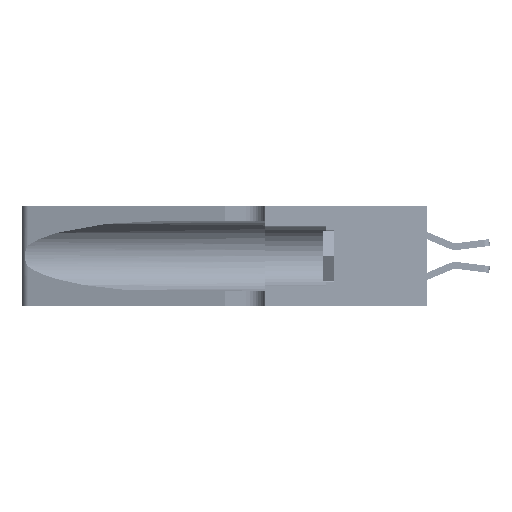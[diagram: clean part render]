
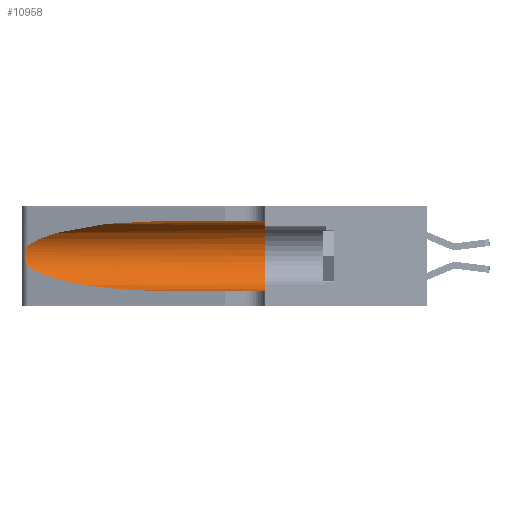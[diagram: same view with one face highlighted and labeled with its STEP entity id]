
A CAD part, left-side view. The second image highlights one B-rep face of the part: STEP entity #10958.
In plain terms, the highlighted cylindrical face has radius 3.308 mm (diameter 6.617 mm), a partial arc.
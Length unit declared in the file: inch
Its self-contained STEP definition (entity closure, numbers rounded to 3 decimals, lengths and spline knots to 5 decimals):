
#497 = VERTEX_POINT ( 'NONE', #31245 ) ;
#643 = CARTESIAN_POINT ( 'NONE',  ( 0.1305, 1.61858, 0.05475 ) ) ;
#706 = DIRECTION ( 'NONE',  ( 0., 0., -1. ) ) ;
#727 = FACE_OUTER_BOUND ( 'NONE', #12668, .T. ) ;
#1010 = AXIS2_PLACEMENT_3D ( 'NONE', #11848, #34882, #15233 ) ;
#1129 = ORIENTED_EDGE ( 'NONE', *, *, #3395, .T. ) ;
#1170 = B_SPLINE_CURVE_WITH_KNOTS ( 'NONE', 3,
 ( #12733, #32468, #39024, #19466, #42275, #22775, #2876, #26050, #6235, #29328, #9549, #32611, #12879, #35880 ),
 .UNSPECIFIED., .F., .F.,
 ( 4, 2, 2, 2, 2, 2, 4 ),
 ( 0., 0.00027, 0.00053, 0.00107, 0.0016, 0.00187, 0.00214 ),
 .UNSPECIFIED. ) ;
#1420 = EDGE_CURVE ( 'NONE', #497, #23763, #1170, .T. ) ;
#2497 = ORIENTED_EDGE ( 'NONE', *, *, #5953, .T. ) ;
#2876 = CARTESIAN_POINT ( 'NONE',  ( 0.26075, 1.23896, 0.19203 ) ) ;
#3395 = EDGE_CURVE ( 'NONE', #12416, #497, #36313, .T. ) ;
#4464 = CARTESIAN_POINT ( 'NONE',  ( 0.1305, 0.72297, 0.31525 ) ) ;
#4580 = CARTESIAN_POINT ( 'NONE',  ( 0.1305, 0.35, 0.31525 ) ) ;
#5188 = VERTEX_POINT ( 'NONE', #39153 ) ;
#5687 = CARTESIAN_POINT ( 'NONE',  ( 0.25487, 1.22718, 0.14631 ) ) ;
#5710 =( BOUNDED_CURVE ( )  B_SPLINE_CURVE ( 3, ( #5687, #25499, #32060, #12330 ),
 .UNSPECIFIED., .F., .T. ) 
 B_SPLINE_CURVE_WITH_KNOTS ( ( 4, 4 ),
 ( 3.44316, 4.71239 ),
 .UNSPECIFIED. ) 
 CURVE ( )  GEOMETRIC_REPRESENTATION_ITEM ( )  RATIONAL_B_SPLINE_CURVE ( ( 1., 0.87, 0.87, 1. ) ) 
 REPRESENTATION_ITEM ( '' )  );
#5953 = EDGE_CURVE ( 'NONE', #18495, #5188, #10185, .T. ) ;
#6235 = CARTESIAN_POINT ( 'NONE',  ( 0.26017, 1.23833, 0.17102 ) ) ;
#7694 = EDGE_CURVE ( 'NONE', #23763, #18495, #5710, .T. ) ;
#7795 = CARTESIAN_POINT ( 'NONE',  ( 0.2373, 1.15595, 0.28018 ) ) ;
#8398 = ORIENTED_EDGE ( 'NONE', *, *, #21249, .F. ) ;
#8527 = CYLINDRICAL_SURFACE ( 'NONE', #28597, 0.13025 ) ;
#9549 = CARTESIAN_POINT ( 'NONE',  ( 0.25789, 1.23486, 0.15765 ) ) ;
#10185 = LINE ( 'NONE', #643, #19063 ) ;
#10867 = CARTESIAN_POINT ( 'NONE',  ( 0.1305, 0.72297, 0.31525 ) ) ;
#10958 = ADVANCED_FACE ( 'NONE', ( #727 ), #8527, .F. ) ;
#11848 = CARTESIAN_POINT ( 'NONE',  ( 0.1305, 0.35, 0.185 ) ) ;
#12330 = CARTESIAN_POINT ( 'NONE',  ( 0.1305, 0.72297, 0.05475 ) ) ;
#12416 = VERTEX_POINT ( 'NONE', #10867 ) ;
#12668 = EDGE_LOOP ( 'NONE', ( #1129, #19635, #17968, #2497, #30077, #8398 ) ) ;
#12733 = CARTESIAN_POINT ( 'NONE',  ( 0.25487, 1.22718, 0.22369 ) ) ;
#12879 = CARTESIAN_POINT ( 'NONE',  ( 0.25555, 1.22993, 0.14849 ) ) ;
#15233 = DIRECTION ( 'NONE',  ( 0., 0., 1. ) ) ;
#16208 = CARTESIAN_POINT ( 'NONE',  ( 0.1305, 1.61858, 0.31525 ) ) ;
#17968 = ORIENTED_EDGE ( 'NONE', *, *, #7694, .T. ) ;
#18323 = VECTOR ( 'NONE', #39104, 39.37008 ) ;
#18495 = VERTEX_POINT ( 'NONE', #21864 ) ;
#18513 = CARTESIAN_POINT ( 'NONE',  ( 0.25487, 1.22718, 0.14631 ) ) ;
#19063 = VECTOR ( 'NONE', #23857, 39.37008 ) ;
#19466 = CARTESIAN_POINT ( 'NONE',  ( 0.25787, 1.23484, 0.2124 ) ) ;
#19635 = ORIENTED_EDGE ( 'NONE', *, *, #1420, .T. ) ;
#21249 = EDGE_CURVE ( 'NONE', #12416, #35730, #26028, .T. ) ;
#21864 = CARTESIAN_POINT ( 'NONE',  ( 0.1305, 0.72297, 0.05475 ) ) ;
#22775 = CARTESIAN_POINT ( 'NONE',  ( 0.26018, 1.23835, 0.19895 ) ) ;
#23763 = VERTEX_POINT ( 'NONE', #18513 ) ;
#23857 = DIRECTION ( 'NONE',  ( 0., -1., 0. ) ) ;
#23922 = CARTESIAN_POINT ( 'NONE',  ( 0.1305, 1.61858, 0.185 ) ) ;
#25499 = CARTESIAN_POINT ( 'NONE',  ( 0.2373, 1.15595, 0.08982 ) ) ;
#26028 = LINE ( 'NONE', #16208, #18323 ) ;
#26050 = CARTESIAN_POINT ( 'NONE',  ( 0.26075, 1.23896, 0.178 ) ) ;
#27592 = CARTESIAN_POINT ( 'NONE',  ( 0.18966, 0.96281, 0.31525 ) ) ;
#28597 = AXIS2_PLACEMENT_3D ( 'NONE', #23922, #33733, #706 ) ;
#29328 = CARTESIAN_POINT ( 'NONE',  ( 0.25856, 1.23593, 0.16098 ) ) ;
#30077 = ORIENTED_EDGE ( 'NONE', *, *, #37072, .F. ) ;
#30868 = CARTESIAN_POINT ( 'NONE',  ( 0.25487, 1.22718, 0.22369 ) ) ;
#31245 = CARTESIAN_POINT ( 'NONE',  ( 0.25487, 1.22718, 0.22369 ) ) ;
#32060 = CARTESIAN_POINT ( 'NONE',  ( 0.18966, 0.96281, 0.05475 ) ) ;
#32468 = CARTESIAN_POINT ( 'NONE',  ( 0.25555, 1.22994, 0.2215 ) ) ;
#32611 = CARTESIAN_POINT ( 'NONE',  ( 0.25639, 1.23186, 0.15144 ) ) ;
#33733 = DIRECTION ( 'NONE',  ( 0., -1., 0. ) ) ;
#34882 = DIRECTION ( 'NONE',  ( 0., 1., 0. ) ) ;
#35623 = CIRCLE ( 'NONE', #1010, 0.13025 ) ;
#35730 = VERTEX_POINT ( 'NONE', #4580 ) ;
#35880 = CARTESIAN_POINT ( 'NONE',  ( 0.25487, 1.22718, 0.14631 ) ) ;
#36313 =( BOUNDED_CURVE ( )  B_SPLINE_CURVE ( 3, ( #4464, #27592, #7795, #30868 ),
 .UNSPECIFIED., .F., .F. ) 
 B_SPLINE_CURVE_WITH_KNOTS ( ( 4, 4 ),
 ( 1.5708, 2.84003 ),
 .UNSPECIFIED. ) 
 CURVE ( )  GEOMETRIC_REPRESENTATION_ITEM ( )  RATIONAL_B_SPLINE_CURVE ( ( 1., 0.87, 0.87, 1. ) ) 
 REPRESENTATION_ITEM ( '' )  );
#37072 = EDGE_CURVE ( 'NONE', #35730, #5188, #35623, .T. ) ;
#39024 = CARTESIAN_POINT ( 'NONE',  ( 0.25639, 1.23184, 0.21858 ) ) ;
#39104 = DIRECTION ( 'NONE',  ( 0., -1., 0. ) ) ;
#39153 = CARTESIAN_POINT ( 'NONE',  ( 0.1305, 0.35, 0.05475 ) ) ;
#42275 = CARTESIAN_POINT ( 'NONE',  ( 0.25854, 1.2359, 0.20912 ) ) ;
